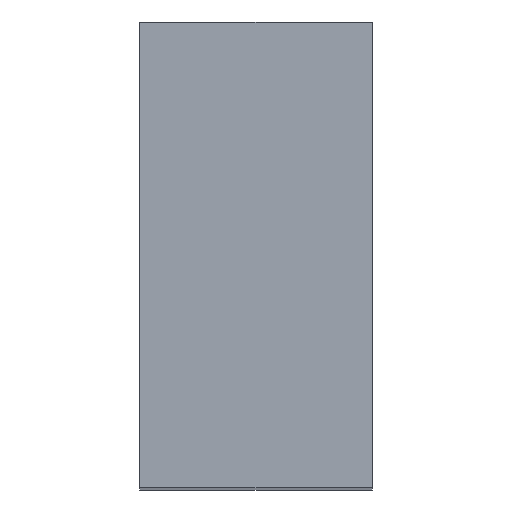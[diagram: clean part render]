
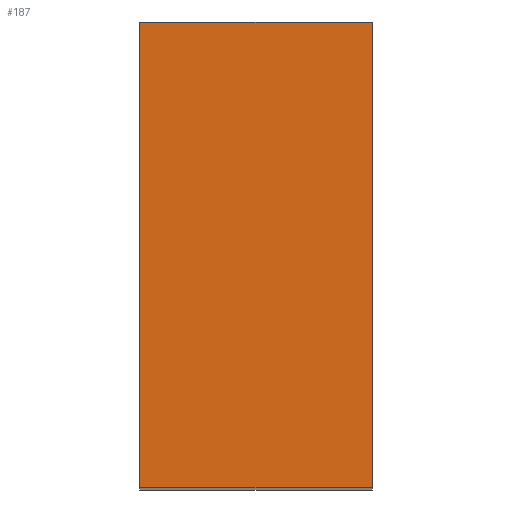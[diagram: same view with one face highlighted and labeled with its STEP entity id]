
A CAD part, top view. The second image highlights one B-rep face of the part: STEP entity #187.
In plain terms, the highlighted planar face has unit normal (0, 0, 1).
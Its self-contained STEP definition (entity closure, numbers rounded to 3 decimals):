
#21=FACE_OUTER_BOUND('',#31,.T.);
#31=EDGE_LOOP('',(#147,#148,#149,#150));
#53=LINE('',#300,#77);
#54=LINE('',#303,#78);
#55=LINE('',#305,#79);
#56=LINE('',#306,#80);
#77=VECTOR('',#247,10.);
#78=VECTOR('',#250,10.);
#79=VECTOR('',#251,10.);
#80=VECTOR('',#252,10.);
#95=VERTEX_POINT('',#296);
#96=VERTEX_POINT('',#298);
#97=VERTEX_POINT('',#302);
#98=VERTEX_POINT('',#304);
#117=EDGE_CURVE('',#95,#96,#53,.T.);
#118=EDGE_CURVE('',#95,#97,#54,.T.);
#119=EDGE_CURVE('',#98,#96,#55,.T.);
#120=EDGE_CURVE('',#97,#98,#56,.T.);
#147=ORIENTED_EDGE('',*,*,#118,.F.);
#148=ORIENTED_EDGE('',*,*,#117,.T.);
#149=ORIENTED_EDGE('',*,*,#119,.F.);
#150=ORIENTED_EDGE('',*,*,#120,.F.);
#177=PLANE('',#211);
#187=ADVANCED_FACE('',(#21),#177,.T.);
#211=AXIS2_PLACEMENT_3D('',#301,#248,#249);
#247=DIRECTION('',(1.,0.,0.));
#248=DIRECTION('center_axis',(0.,0.,1.));
#249=DIRECTION('ref_axis',(0.,-1.,0.));
#250=DIRECTION('',(0.,1.,0.));
#251=DIRECTION('',(0.,-1.,0.));
#252=DIRECTION('',(1.,0.,0.));
#296=CARTESIAN_POINT('',(0.,123.84,200.071));
#298=CARTESIAN_POINT('',(20.,123.84,200.071));
#300=CARTESIAN_POINT('',(0.,123.84,200.071));
#301=CARTESIAN_POINT('Origin',(0.,163.84,200.071));
#302=CARTESIAN_POINT('',(0.,163.84,200.071));
#303=CARTESIAN_POINT('',(0.,123.84,200.071));
#304=CARTESIAN_POINT('',(20.,163.84,200.071));
#305=CARTESIAN_POINT('',(20.,123.84,200.071));
#306=CARTESIAN_POINT('',(0.,163.84,200.071));
